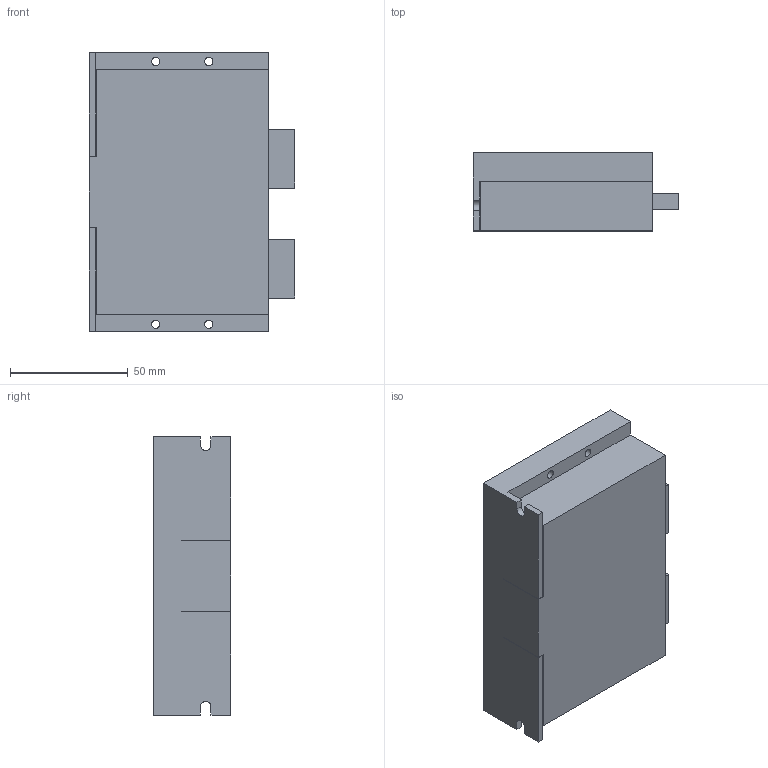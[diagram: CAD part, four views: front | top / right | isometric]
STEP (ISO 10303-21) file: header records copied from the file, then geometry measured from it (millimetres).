
FILE_DESCRIPTION(/* description */ ('Unknown'),/* implementation_level */ '2;1');
FILE_NAME(/* name */ 'DSH-300',/* time_stamp */ '2021-05-28T13:05:34+02:00',/* author */ ('Unknown'),/* organization */ ('Unknown'),/* preprocessor_version */ 'ST-DEVELOPER v16.7',/* originating_system */ 'Solid Edge',/* authorisation */ 'Unknown');
FILE_SCHEMA (('AUTOMOTIVE_DESIGN {1 0 10303 214 3 1 1}'));
Length unit declared in the file: millimetre
Products named in the file (1): DSH-300
Bounding box: 87.1 x 33 x 118 mm (x, y, z)
Volume: 277283 mm3; surface area: 35887.2 mm2
Topology: 1 solids, 1 shells, 42 faces, 118 edges, 80 vertices
Faces by surface type: plane 36, cylinder 6
Full cylindrical faces by diameter (mm): 3.5 x4
Entity records: 1336 total; most frequent: CARTESIAN_POINT 229, ORIENTED_EDGE 220, DIRECTION 208, EDGE_CURVE 110, LINE 98, VECTOR 98, VERTEX_POINT 76, EDGE_LOOP 56
